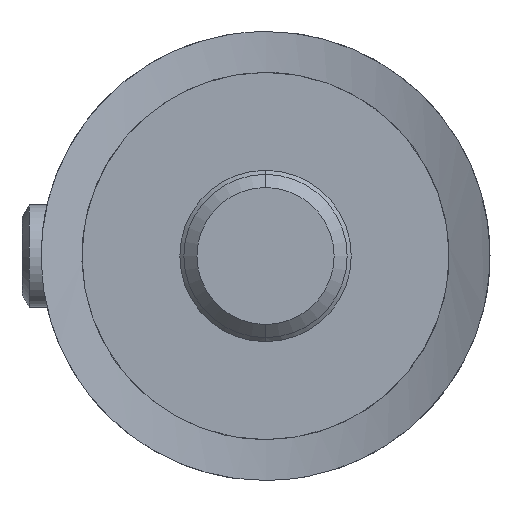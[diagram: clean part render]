
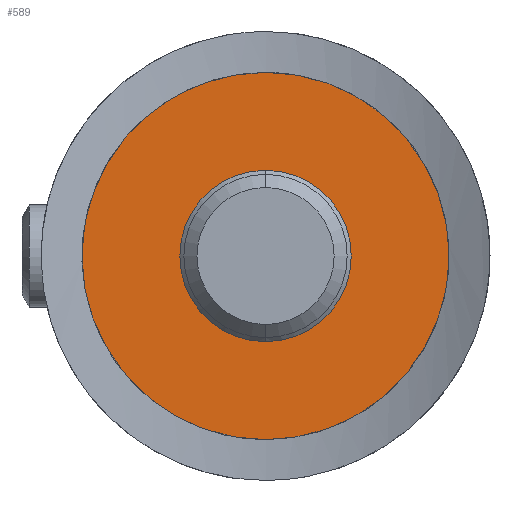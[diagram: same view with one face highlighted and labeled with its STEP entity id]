
A CAD part, front view. The second image highlights one B-rep face of the part: STEP entity #589.
In plain terms, the highlighted planar face has unit normal (0, -1, 0).
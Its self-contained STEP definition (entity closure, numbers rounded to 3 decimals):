
#211 = AXIS2_PLACEMENT_3D ( 'NONE', #2917, #428, #2630 ) ;
#256 = VERTEX_POINT ( 'NONE', #1382 ) ;
#428 = DIRECTION ( 'NONE',  ( 0., 1., 0. ) ) ;
#457 = VERTEX_POINT ( 'NONE', #2555 ) ;
#496 = EDGE_CURVE ( 'NONE', #457, #2128, #691, .T. ) ;
#508 = DIRECTION ( 'NONE',  ( 0., 1., 0. ) ) ;
#589 = ADVANCED_FACE ( 'NONE', ( #966, #1574 ), #3479, .F. ) ;
#675 = CARTESIAN_POINT ( 'NONE',  ( 0., 11.154, 0. ) ) ;
#691 = CIRCLE ( 'NONE', #2125, 4.2 ) ;
#716 = DIRECTION ( 'NONE',  ( 0., 0., 1. ) ) ;
#802 = CARTESIAN_POINT ( 'NONE',  ( 0., 11.154, -9. ) ) ;
#966 = FACE_OUTER_BOUND ( 'NONE', #1589, .T. ) ;
#985 = CARTESIAN_POINT ( 'NONE',  ( 9., 11.154, 0. ) ) ;
#1063 = ORIENTED_EDGE ( 'NONE', *, *, #2797, .T. ) ;
#1140 = AXIS2_PLACEMENT_3D ( 'NONE', #1222, #3216, #716 ) ;
#1211 = VERTEX_POINT ( 'NONE', #802 ) ;
#1222 = CARTESIAN_POINT ( 'NONE',  ( 0., 11.154, 0. ) ) ;
#1258 = AXIS2_PLACEMENT_3D ( 'NONE', #985, #508, #2123 ) ;
#1326 = DIRECTION ( 'NONE',  ( 0., 0., 1. ) ) ;
#1382 = CARTESIAN_POINT ( 'NONE',  ( 0., 11.154, 9. ) ) ;
#1524 = CIRCLE ( 'NONE', #2162, 9. ) ;
#1574 = FACE_BOUND ( 'NONE', #2131, .T. ) ;
#1589 = EDGE_LOOP ( 'NONE', ( #1857, #1893 ) ) ;
#1857 = ORIENTED_EDGE ( 'NONE', *, *, #3114, .F. ) ;
#1893 = ORIENTED_EDGE ( 'NONE', *, *, #2662, .F. ) ;
#1934 = CIRCLE ( 'NONE', #211, 4.2 ) ;
#2123 = DIRECTION ( 'NONE',  ( 0., 0., 1. ) ) ;
#2125 = AXIS2_PLACEMENT_3D ( 'NONE', #2661, #2412, #1326 ) ;
#2128 = VERTEX_POINT ( 'NONE', #2882 ) ;
#2131 = EDGE_LOOP ( 'NONE', ( #1063, #2861 ) ) ;
#2162 = AXIS2_PLACEMENT_3D ( 'NONE', #675, #3472, #3525 ) ;
#2342 = CIRCLE ( 'NONE', #1140, 9. ) ;
#2412 = DIRECTION ( 'NONE',  ( 0., 1., 0. ) ) ;
#2555 = CARTESIAN_POINT ( 'NONE',  ( 0., 11.154, -4.2 ) ) ;
#2630 = DIRECTION ( 'NONE',  ( 0., 0., 1. ) ) ;
#2661 = CARTESIAN_POINT ( 'NONE',  ( 0., 11.154, 0. ) ) ;
#2662 = EDGE_CURVE ( 'NONE', #1211, #256, #1524, .T. ) ;
#2797 = EDGE_CURVE ( 'NONE', #2128, #457, #1934, .T. ) ;
#2861 = ORIENTED_EDGE ( 'NONE', *, *, #496, .T. ) ;
#2882 = CARTESIAN_POINT ( 'NONE',  ( 0., 11.154, 4.2 ) ) ;
#2917 = CARTESIAN_POINT ( 'NONE',  ( 0., 11.154, 0. ) ) ;
#3114 = EDGE_CURVE ( 'NONE', #256, #1211, #2342, .T. ) ;
#3216 = DIRECTION ( 'NONE',  ( 0., 1., 0. ) ) ;
#3472 = DIRECTION ( 'NONE',  ( 0., 1., 0. ) ) ;
#3479 = PLANE ( 'NONE',  #1258 ) ;
#3525 = DIRECTION ( 'NONE',  ( 0., 0., 1. ) ) ;
